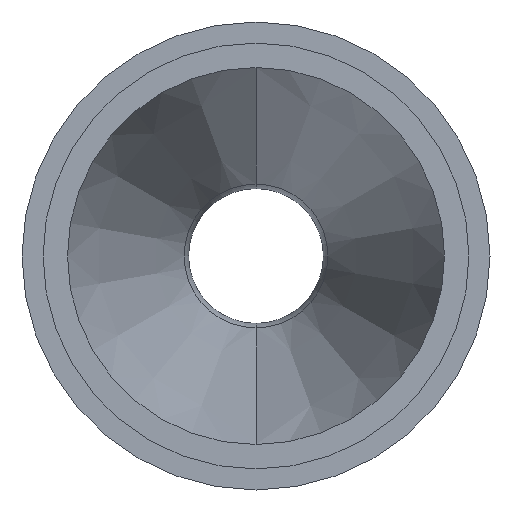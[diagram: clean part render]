
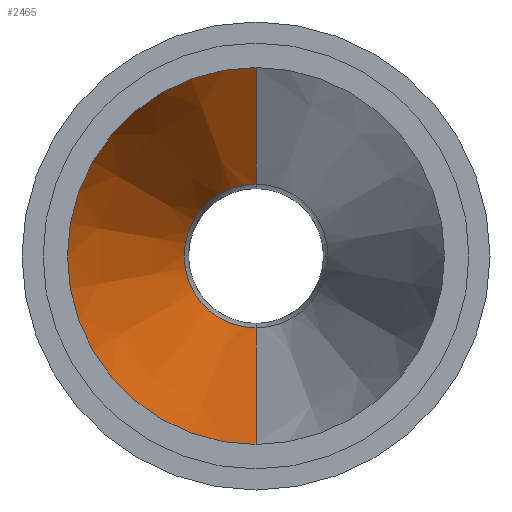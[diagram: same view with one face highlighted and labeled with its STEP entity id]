
A CAD part, front view. The second image highlights one B-rep face of the part: STEP entity #2465.
In plain terms, the highlighted conical face has half-angle 15 degrees and reference radius 24.152 mm.
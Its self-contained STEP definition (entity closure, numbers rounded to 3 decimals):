
#143 = DIRECTION ( 'NONE',  ( 0., 0., -1. ) ) ;
#334 = AXIS2_PLACEMENT_3D ( 'NONE', #4095, #2466, #3774 ) ;
#378 = CARTESIAN_POINT ( 'NONE',  ( 0., -80.646, -24.152 ) ) ;
#446 = VERTEX_POINT ( 'NONE', #2686 ) ;
#550 = FACE_OUTER_BOUND ( 'NONE', #2989, .T. ) ;
#690 = VECTOR ( 'NONE', #1530, 1000. ) ;
#780 = DIRECTION ( 'NONE',  ( 0., -1., 0. ) ) ;
#879 = CARTESIAN_POINT ( 'NONE',  ( 0., -79.87, 23.944 ) ) ;
#893 = CARTESIAN_POINT ( 'NONE',  ( 0., -24.59, -9.132 ) ) ;
#1031 = ORIENTED_EDGE ( 'NONE', *, *, #1304, .T. ) ;
#1089 = VECTOR ( 'NONE', #1939, 1000. ) ;
#1200 = CARTESIAN_POINT ( 'NONE',  ( 0., -24.59, 0. ) ) ;
#1304 = EDGE_CURVE ( 'NONE', #446, #3327, #3133, .T. ) ;
#1530 = DIRECTION ( 'NONE',  ( 0., -0.966, 0.259 ) ) ;
#1611 = CIRCLE ( 'NONE', #3996, 9.132 ) ;
#1808 = CARTESIAN_POINT ( 'NONE',  ( 0., -79.87, 0. ) ) ;
#1939 = DIRECTION ( 'NONE',  ( 0., -0.966, -0.259 ) ) ;
#1950 = AXIS2_PLACEMENT_3D ( 'NONE', #1808, #780, #143 ) ;
#2039 = ORIENTED_EDGE ( 'NONE', *, *, #2264, .F. ) ;
#2163 = CONICAL_SURFACE ( 'NONE', #334, 24.152, 0.262 ) ;
#2264 = EDGE_CURVE ( 'NONE', #3622, #3701, #2587, .T. ) ;
#2465 = ADVANCED_FACE ( 'NONE', ( #550 ), #2163, .F. ) ;
#2466 = DIRECTION ( 'NONE',  ( 0., -1., 0. ) ) ;
#2587 = LINE ( 'NONE', #378, #1089 ) ;
#2686 = CARTESIAN_POINT ( 'NONE',  ( 0., -24.59, 9.132 ) ) ;
#2693 = CARTESIAN_POINT ( 'NONE',  ( 0., -79.87, -23.944 ) ) ;
#2989 = EDGE_LOOP ( 'NONE', ( #3012, #1031, #3061, #2039 ) ) ;
#3012 = ORIENTED_EDGE ( 'NONE', *, *, #3421, .F. ) ;
#3061 = ORIENTED_EDGE ( 'NONE', *, *, #3322, .T. ) ;
#3133 = LINE ( 'NONE', #4104, #690 ) ;
#3242 = CIRCLE ( 'NONE', #1950, 23.944 ) ;
#3322 = EDGE_CURVE ( 'NONE', #3327, #3701, #3242, .T. ) ;
#3327 = VERTEX_POINT ( 'NONE', #879 ) ;
#3421 = EDGE_CURVE ( 'NONE', #446, #3622, #1611, .T. ) ;
#3532 = DIRECTION ( 'NONE',  ( 0., 0., -1. ) ) ;
#3622 = VERTEX_POINT ( 'NONE', #893 ) ;
#3701 = VERTEX_POINT ( 'NONE', #2693 ) ;
#3774 = DIRECTION ( 'NONE',  ( 0., 0., -1. ) ) ;
#3798 = DIRECTION ( 'NONE',  ( 0., -1., 0. ) ) ;
#3996 = AXIS2_PLACEMENT_3D ( 'NONE', #1200, #3798, #3532 ) ;
#4095 = CARTESIAN_POINT ( 'NONE',  ( 0., -80.646, 0. ) ) ;
#4104 = CARTESIAN_POINT ( 'NONE',  ( 0., -80.646, 24.152 ) ) ;
